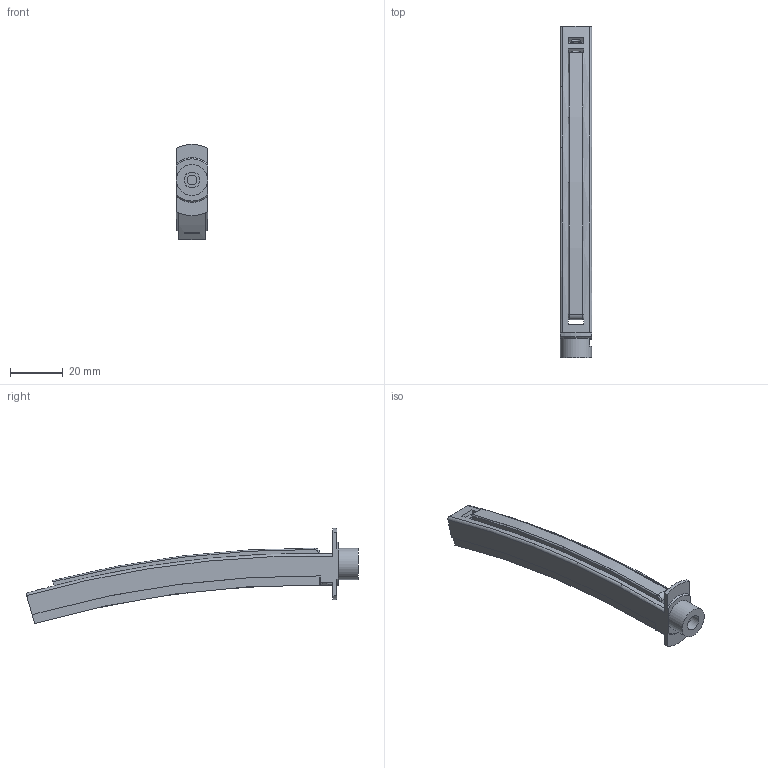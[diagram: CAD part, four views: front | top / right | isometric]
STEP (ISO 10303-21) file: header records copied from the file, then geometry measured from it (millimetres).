
FILE_DESCRIPTION(/* description */ (''),/* implementation_level */ '2;1');
FILE_NAME(/* name */ 'Altitude Track v58.step',/* time_stamp */ '2022-06-30T13:09:19-04:00',/* author */ (''),/* organization */ (''),/* preprocessor_version */ 'ST-DEVELOPER v19',/* originating_system */ 'Autodesk Translation Framework v11.7.0.108',/* authorisation */ '');
FILE_SCHEMA (('AUTOMOTIVE_DESIGN { 1 0 10303 214 3 1 1 }'));
Length unit declared in the file: millimetre
Products named in the file (1): Altitude Track
Bounding box: 12 x 125.82 x 36.1 mm (x, y, z)
Volume: 17929.5 mm3; surface area: 7582 mm2
Topology: 1 solids, 1 shells, 68 faces, 181 edges, 118 vertices
Faces by surface type: plane 38, cylinder 18, torus 8, bspline 2, cone 2
Full cylindrical faces by diameter (mm): 3.6 x4, 6 x1, 11.8 x1
Entity records: 2353 total; most frequent: CARTESIAN_POINT 584, ORIENTED_EDGE 362, DIRECTION 361, EDGE_CURVE 181, AXIS2_PLACEMENT_3D 133, VERTEX_POINT 118, LINE 95, VECTOR 95
